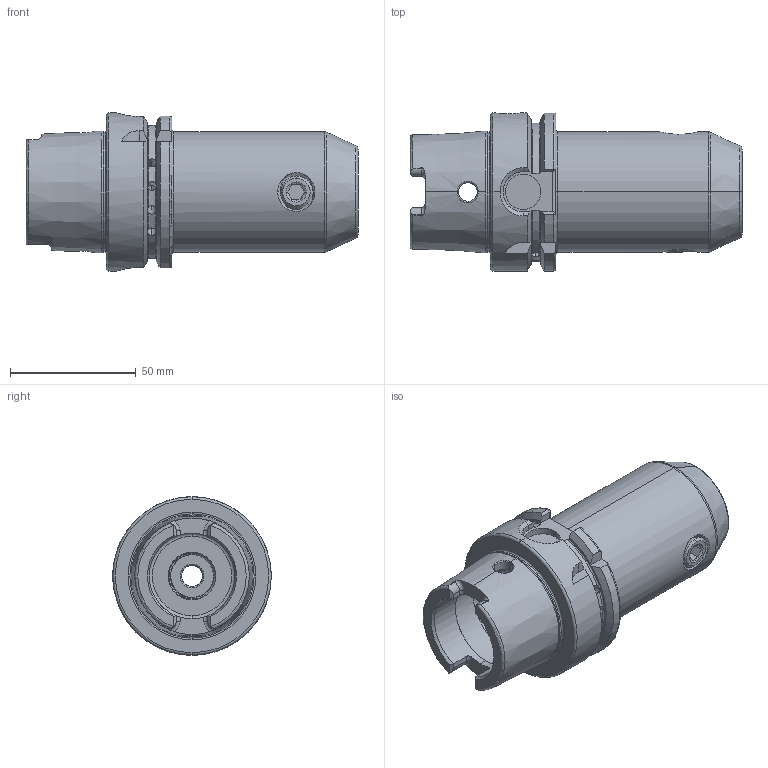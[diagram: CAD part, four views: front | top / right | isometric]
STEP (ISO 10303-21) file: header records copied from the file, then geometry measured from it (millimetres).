
FILE_DESCRIPTION (( 'STEP AP203' ), '1' );
FILE_NAME ('A63.05.16.STEP', '2016-09-05T06:19:59', ( '' ), ( '' ), 'SwSTEP 2.0', 'SolidWorks 2012', '' );
FILE_SCHEMA (( 'CONFIG_CONTROL_DESIGN' ));
Length unit declared in the file: millimetre
Products named in the file (3): 側固14_M14x2_16L; A63.05.16
Assembly tree (2 placements, depth 2):
  A63.05.16
    A63.05.16
    側固14_M14x2_16L
Bounding box: 132 x 63 x 63 mm (x, y, z)
Volume: 195342.7 mm3; surface area: 40012.8 mm2
Topology: 2 solids, 2 shells, 320 faces, 860 edges, 544 vertices
Faces by surface type: cylinder 136, plane 71, cone 42, torus 35, bspline 34, sphere 2
Entity records: 38680 total; most frequent: CARTESIAN_POINT 31286, ORIENTED_EDGE 1696, DIRECTION 1236, EDGE_CURVE 848, VERTEX_POINT 544, AXIS2_PLACEMENT_3D 487, EDGE_LOOP 340, ADVANCED_FACE 320
